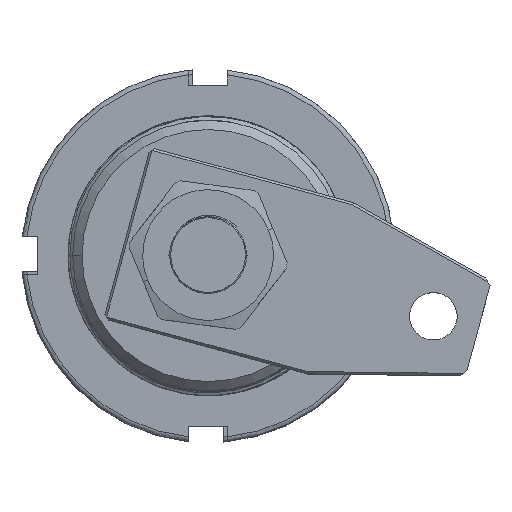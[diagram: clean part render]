
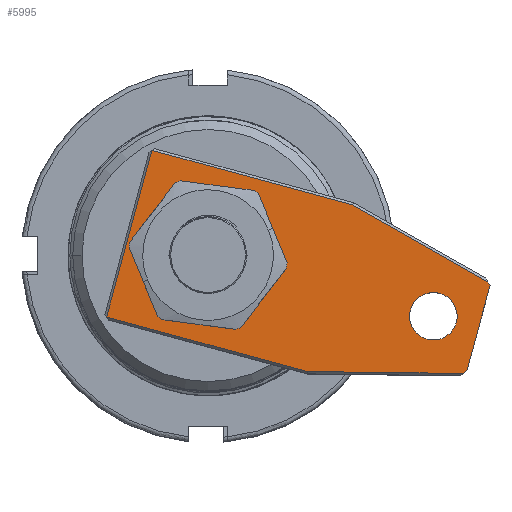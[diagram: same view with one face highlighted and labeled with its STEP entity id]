
A CAD part, top view. The second image highlights one B-rep face of the part: STEP entity #5995.
In plain terms, the highlighted planar face has unit normal (0, 0, 1).
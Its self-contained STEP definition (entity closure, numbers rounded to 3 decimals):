
#157 = DIRECTION ( 'NONE',  ( 0., 0., 1. ) ) ;
#308 = CARTESIAN_POINT ( 'NONE',  ( -53.019, -9.5, 19. ) ) ;
#316 = DIRECTION ( 'NONE',  ( 0.968, -0.25, 0. ) ) ;
#336 = PLANE ( 'NONE',  #9808 ) ;
#468 = EDGE_CURVE ( 'NONE', #6903, #6094, #9389, .T. ) ;
#670 = ORIENTED_EDGE ( 'NONE', *, *, #5597, .F. ) ;
#893 = VERTEX_POINT ( 'NONE', #10835 ) ;
#990 = VECTOR ( 'NONE', #11592, 1000. ) ;
#1652 = CARTESIAN_POINT ( 'NONE',  ( 6.981, 0., 19. ) ) ;
#1705 = VECTOR ( 'NONE', #2197, 1000. ) ;
#1803 = EDGE_CURVE ( 'NONE', #6402, #10122, #6831, .T. ) ;
#1886 = CARTESIAN_POINT ( 'NONE',  ( -43.019, 0., 19. ) ) ;
#2197 = DIRECTION ( 'NONE',  ( 0., 1., 0. ) ) ;
#2317 = AXIS2_PLACEMENT_3D ( 'NONE', #6725, #157, #7790 ) ;
#2488 = CARTESIAN_POINT ( 'NONE',  ( -20.026, -18.516, 19. ) ) ;
#2508 = DIRECTION ( 'NONE',  ( 1., 0., 0. ) ) ;
#2590 = VECTOR ( 'NONE', #13360, 1000. ) ;
#2653 = ORIENTED_EDGE ( 'NONE', *, *, #5049, .T. ) ;
#2693 = CARTESIAN_POINT ( 'NONE',  ( -53.019, 9.107, 19. ) ) ;
#2745 = DIRECTION ( 'NONE',  ( 1., 0., 0. ) ) ;
#2761 = CARTESIAN_POINT ( 'NONE',  ( -37.919, 0., 19. ) ) ;
#2816 = VERTEX_POINT ( 'NONE', #13308 ) ;
#2925 = EDGE_CURVE ( 'NONE', #8783, #2816, #12343, .T. ) ;
#2928 = CARTESIAN_POINT ( 'NONE',  ( 24.481, -18.5, 19. ) ) ;
#2999 = DIRECTION ( 'NONE',  ( 1., 0., 0. ) ) ;
#3010 = CARTESIAN_POINT ( 'NONE',  ( -52.409, 10.141, 19. ) ) ;
#3539 = CARTESIAN_POINT ( 'NONE',  ( 23.981, -18.5, 19. ) ) ;
#4004 = ORIENTED_EDGE ( 'NONE', *, *, #12920, .F. ) ;
#4109 = ORIENTED_EDGE ( 'NONE', *, *, #468, .T. ) ;
#4203 = AXIS2_PLACEMENT_3D ( 'NONE', #1886, #9537, #2999 ) ;
#4216 = EDGE_CURVE ( 'NONE', #10122, #8239, #11319, .T. ) ;
#4450 = FACE_BOUND ( 'NONE', #10160, .T. ) ;
#4643 = LINE ( 'NONE', #13356, #1705 ) ;
#4819 = CARTESIAN_POINT ( 'NONE',  ( -20.152, 18.5, 19. ) ) ;
#5049 = EDGE_CURVE ( 'NONE', #8390, #6635, #7528, .T. ) ;
#5303 = CIRCLE ( 'NONE', #2317, 12.5 ) ;
#5406 = EDGE_CURVE ( 'NONE', #6635, #6903, #5511, .T. ) ;
#5452 = AXIS2_PLACEMENT_3D ( 'NONE', #5868, #13451, #6944 ) ;
#5511 = LINE ( 'NONE', #10747, #8053 ) ;
#5526 = LINE ( 'NONE', #13550, #10965 ) ;
#5570 = ORIENTED_EDGE ( 'NONE', *, *, #8973, .T. ) ;
#5576 = CARTESIAN_POINT ( 'NONE',  ( -43.344, 25.531, 19. ) ) ;
#5597 = EDGE_CURVE ( 'NONE', #893, #13319, #10603, .T. ) ;
#5705 = ORIENTED_EDGE ( 'NONE', *, *, #4216, .T. ) ;
#5868 = CARTESIAN_POINT ( 'NONE',  ( -43.019, 0., 19. ) ) ;
#5995 = ADVANCED_FACE ( 'NONE', ( #13143, #4450, #7330 ), #336, .T. ) ;
#6094 = VERTEX_POINT ( 'NONE', #2693 ) ;
#6402 = VERTEX_POINT ( 'NONE', #9902 ) ;
#6443 = CARTESIAN_POINT ( 'NONE',  ( 24.481, 18.5, 19. ) ) ;
#6524 = VECTOR ( 'NONE', #7028, 1000. ) ;
#6635 = VERTEX_POINT ( 'NONE', #6994 ) ;
#6725 = CARTESIAN_POINT ( 'NONE',  ( 6.981, 0., 19. ) ) ;
#6831 = LINE ( 'NONE', #2488, #12610 ) ;
#6903 = VERTEX_POINT ( 'NONE', #3010 ) ;
#6944 = DIRECTION ( 'NONE',  ( 1., 0., 0. ) ) ;
#6994 = CARTESIAN_POINT ( 'NONE',  ( -20.088, 18.5, 19. ) ) ;
#7028 = DIRECTION ( 'NONE',  ( -0.508, -0.862, 0. ) ) ;
#7075 = DIRECTION ( 'NONE',  ( 0., -1., 0. ) ) ;
#7102 = VERTEX_POINT ( 'NONE', #308 ) ;
#7195 = VECTOR ( 'NONE', #12397, 1000. ) ;
#7245 = EDGE_LOOP ( 'NONE', ( #12188, #4004 ) ) ;
#7330 = FACE_OUTER_BOUND ( 'NONE', #9120, .T. ) ;
#7528 = LINE ( 'NONE', #4819, #7195 ) ;
#7790 = DIRECTION ( 'NONE',  ( 1., 0., 0. ) ) ;
#7964 = CARTESIAN_POINT ( 'NONE',  ( 0., 0., 19. ) ) ;
#8053 = VECTOR ( 'NONE', #11891, 1000. ) ;
#8239 = VERTEX_POINT ( 'NONE', #2928 ) ;
#8390 = VERTEX_POINT ( 'NONE', #6443 ) ;
#8783 = VERTEX_POINT ( 'NONE', #10280 ) ;
#8973 = EDGE_CURVE ( 'NONE', #7102, #6402, #9367, .T. ) ;
#9120 = EDGE_LOOP ( 'NONE', ( #2653, #13727, #4109, #10076, #5570, #9926, #5705, #11968 ) ) ;
#9304 = DIRECTION ( 'NONE',  ( 0., 0., 1. ) ) ;
#9347 = EDGE_CURVE ( 'NONE', #6094, #7102, #5526, .T. ) ;
#9367 = LINE ( 'NONE', #12701, #990 ) ;
#9389 = LINE ( 'NONE', #5576, #6524 ) ;
#9537 = DIRECTION ( 'NONE',  ( 0., 0., 1. ) ) ;
#9808 = AXIS2_PLACEMENT_3D ( 'NONE', #7964, #13401, #2508 ) ;
#9902 = CARTESIAN_POINT ( 'NONE',  ( -52.366, -10.152, 19. ) ) ;
#9926 = ORIENTED_EDGE ( 'NONE', *, *, #1803, .T. ) ;
#9946 = CARTESIAN_POINT ( 'NONE',  ( -20.088, -18.5, 19. ) ) ;
#10076 = ORIENTED_EDGE ( 'NONE', *, *, #9347, .T. ) ;
#10103 = AXIS2_PLACEMENT_3D ( 'NONE', #1652, #9304, #2745 ) ;
#10122 = VERTEX_POINT ( 'NONE', #9946 ) ;
#10160 = EDGE_LOOP ( 'NONE', ( #13541, #670 ) ) ;
#10280 = CARTESIAN_POINT ( 'NONE',  ( 19.481, 0., 19. ) ) ;
#10592 = CIRCLE ( 'NONE', #5452, 5.1 ) ;
#10603 = CIRCLE ( 'NONE', #4203, 5.1 ) ;
#10721 = EDGE_CURVE ( 'NONE', #8239, #8390, #4643, .T. ) ;
#10747 = CARTESIAN_POINT ( 'NONE',  ( -51.925, 10.266, 19. ) ) ;
#10835 = CARTESIAN_POINT ( 'NONE',  ( -48.119, 0., 19. ) ) ;
#10965 = VECTOR ( 'NONE', #7075, 1000. ) ;
#11319 = LINE ( 'NONE', #3539, #2590 ) ;
#11444 = EDGE_CURVE ( 'NONE', #13319, #893, #10592, .T. ) ;
#11592 = DIRECTION ( 'NONE',  ( 0.707, -0.707, 0. ) ) ;
#11891 = DIRECTION ( 'NONE',  ( -0.968, -0.25, 0. ) ) ;
#11968 = ORIENTED_EDGE ( 'NONE', *, *, #10721, .T. ) ;
#12188 = ORIENTED_EDGE ( 'NONE', *, *, #2925, .F. ) ;
#12343 = CIRCLE ( 'NONE', #10103, 12.5 ) ;
#12397 = DIRECTION ( 'NONE',  ( -1., 0., 0. ) ) ;
#12610 = VECTOR ( 'NONE', #316, 1000. ) ;
#12701 = CARTESIAN_POINT ( 'NONE',  ( -31.259, -31.259, 19. ) ) ;
#12920 = EDGE_CURVE ( 'NONE', #2816, #8783, #5303, .T. ) ;
#13143 = FACE_BOUND ( 'NONE', #7245, .T. ) ;
#13308 = CARTESIAN_POINT ( 'NONE',  ( -5.519, 0., 19. ) ) ;
#13319 = VERTEX_POINT ( 'NONE', #2761 ) ;
#13356 = CARTESIAN_POINT ( 'NONE',  ( 24.481, 18., 19. ) ) ;
#13360 = DIRECTION ( 'NONE',  ( 1., 0., 0. ) ) ;
#13401 = DIRECTION ( 'NONE',  ( 0., 0., 1. ) ) ;
#13451 = DIRECTION ( 'NONE',  ( 0., 0., 1. ) ) ;
#13541 = ORIENTED_EDGE ( 'NONE', *, *, #11444, .F. ) ;
#13550 = CARTESIAN_POINT ( 'NONE',  ( -53.019, 10.5, 19. ) ) ;
#13727 = ORIENTED_EDGE ( 'NONE', *, *, #5406, .T. ) ;
